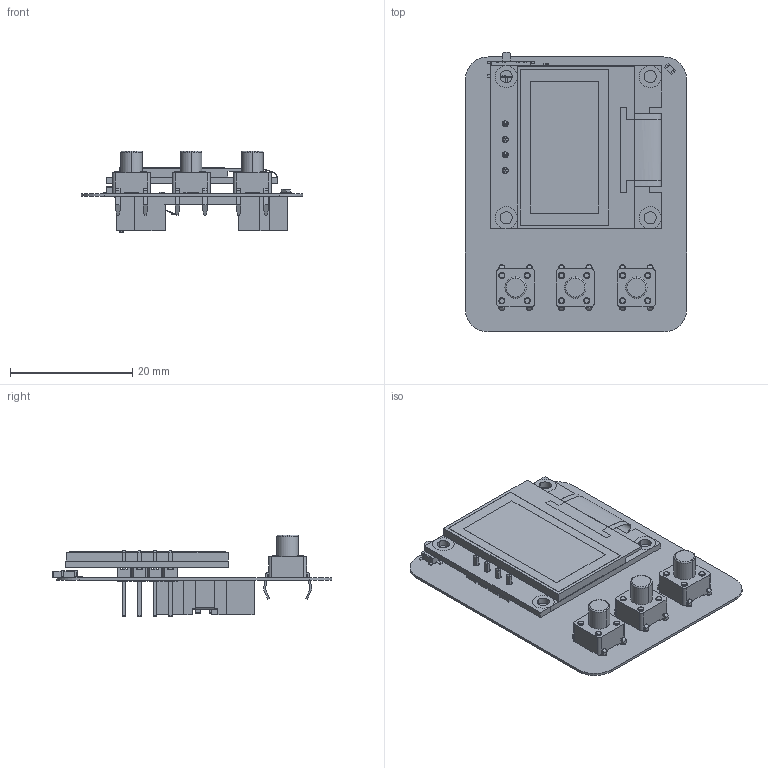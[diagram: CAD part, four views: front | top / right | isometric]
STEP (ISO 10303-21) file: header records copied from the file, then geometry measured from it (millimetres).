
FILE_DESCRIPTION(('Open CASCADE Model'),'2;1');
FILE_NAME('Open CASCADE Shape Model','2018-02-02T16:16:06',('Author'),( 'Open CASCADE'),'Open CASCADE STEP processor 6.8','Open CASCADE 6.8' ,'Unknown');
FILE_SCHEMA(('AUTOMOTIVE_DESIGN { 1 0 10303 214 1 1 1 1 }'));
Length unit declared in the file: millimetre
Products named in the file (21): PCB; Board; L1*; 128x64I2COLEDDisplayAdafruit; BT1; cr2032_white; User_Library-CR2032_Holder_Holder_Domyslna; User_Library-CR2032_Holder_Pin_minus_Domyslna; User_Library-CR2032_Holder_Pin_plus_Domyslna; S2; tac6x6; S1; S3; *; LED-0603H0.75; Open CASCADE STEP translator 6.8 1.7.1.1; Open CASCADE STEP translator 6.8 1.7.1.2; R4; Capacitor_0603; S4; slideswitch
Assembly tree (22 placements, depth 4):
  PCB
    Board
    L1*
      128x64I2COLEDDisplayAdafruit
    BT1
      cr2032_white
        User_Library-CR2032_Holder_Holder_Domyslna
        User_Library-CR2032_Holder_Pin_minus_Domyslna
        User_Library-CR2032_Holder_Pin_plus_Domyslna
    S2
      tac6x6
    S1
      tac6x6
    S3
      tac6x6
    *
      LED-0603H0.75
        Open CASCADE STEP translator 6.8 1.7.1.1
        Open CASCADE STEP translator 6.8 1.7.1.2
    R4
      Capacitor_0603
    S4
      slideswitch
Bounding box: 36.25 x 45.8 x 13.37 mm (x, y, z)
Volume: 3473 mm3; surface area: 8250.2 mm2
Topology: 20 solids, 20 shells, 1097 faces, 2893 edges, 1871 vertices
Faces by surface type: plane 705, cylinder 273, bspline 46, torus 38, sphere 20, cone 15
Full cylindrical faces by diameter (mm): 0.01 x1, 0.8 x2, 1 x12, 1.118 x4
Entity records: 32736 total; most frequent: CARTESIAN_POINT 7718, ORIENTED_EDGE 4706, DIRECTION 4385, EDGE_CURVE 2353, LINE 1683, VECTOR 1683, VERTEX_POINT 1523, AXIS2_PLACEMENT_3D 1351
